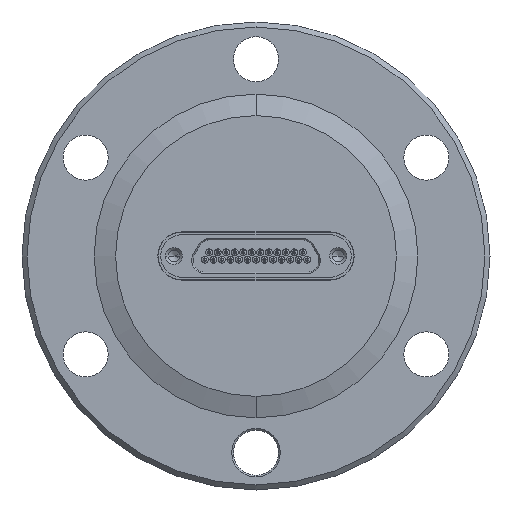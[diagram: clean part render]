
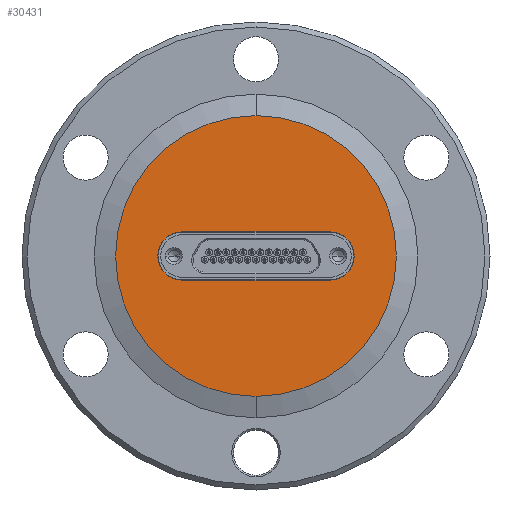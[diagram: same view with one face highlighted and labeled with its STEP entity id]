
A CAD part, front view. The second image highlights one B-rep face of the part: STEP entity #30431.
In plain terms, the highlighted planar face has unit normal (0, -1, 0).
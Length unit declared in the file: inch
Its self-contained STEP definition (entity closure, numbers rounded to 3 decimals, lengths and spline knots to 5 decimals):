
#1743 = EDGE_CURVE ( 'NONE', #23697, #23698, #27343, .T. ) ;
#1755 = EDGE_CURVE ( 'NONE', #23698, #23697, #27360, .T. ) ;
#1777 = EDGE_CURVE ( 'NONE', #23709, #23706, #27386, .T. ) ;
#1778 = EDGE_CURVE ( 'NONE', #23712, #23709, #27380, .T. ) ;
#1779 = EDGE_CURVE ( 'NONE', #23713, #23712, #27387, .T. ) ;
#1780 = EDGE_CURVE ( 'NONE', #23706, #23713, #27388, .T. ) ;
#7583 = CARTESIAN_POINT ( 'NONE',  ( 0., -0.449, 0.825 ) ) ;
#7585 = CARTESIAN_POINT ( 'NONE',  ( 0., -0.449, -0.825 ) ) ;
#7600 = CARTESIAN_POINT ( 'NONE',  ( -0.435, -0.449, -0.1415 ) ) ;
#7605 = CARTESIAN_POINT ( 'NONE',  ( -0.435, -0.449, 0.1415 ) ) ;
#7611 = CARTESIAN_POINT ( 'NONE',  ( 0.435, -0.449, 0.1415 ) ) ;
#7613 = CARTESIAN_POINT ( 'NONE',  ( 0.435, -0.449, -0.1415 ) ) ;
#10225 = FACE_BOUND ( 'NONE', #31705, .T. ) ;
#10231 = FACE_OUTER_BOUND ( 'NONE', #31702, .T. ) ;
#11577 = AXIS2_PLACEMENT_3D ( 'NONE', #12900, #12904, #12905 ) ;
#12900 = CARTESIAN_POINT ( 'NONE',  ( 0.825, -0.449, 0. ) ) ;
#12902 = PLANE ( 'NONE',  #11577 ) ;
#12904 = DIRECTION ( 'NONE',  ( 0., -1., 0. ) ) ;
#12905 = DIRECTION ( 'NONE',  ( 0., 0., -1. ) ) ;
#23697 = VERTEX_POINT ( 'NONE', #7583 ) ;
#23698 = VERTEX_POINT ( 'NONE', #7585 ) ;
#23706 = VERTEX_POINT ( 'NONE', #7600 ) ;
#23709 = VERTEX_POINT ( 'NONE', #7605 ) ;
#23712 = VERTEX_POINT ( 'NONE', #7611 ) ;
#23713 = VERTEX_POINT ( 'NONE', #7613 ) ;
#27343 = CIRCLE ( 'NONE', #35387, 0.825 ) ;
#27360 = CIRCLE ( 'NONE', #35393, 0.825 ) ;
#27380 = LINE ( 'NONE', #28875, #27389 ) ;
#27386 = CIRCLE ( 'NONE', #35413, 0.1415 ) ;
#27387 = CIRCLE ( 'NONE', #35414, 0.1415 ) ;
#27388 = LINE ( 'NONE', #28880, #27392 ) ;
#27389 = VECTOR ( 'NONE', #28871, 39.37008 ) ;
#27392 = VECTOR ( 'NONE', #28879, 39.37008 ) ;
#28783 = CARTESIAN_POINT ( 'NONE',  ( 0., -0.449, 0. ) ) ;
#28784 = DIRECTION ( 'NONE',  ( 0., -1., 0. ) ) ;
#28785 = DIRECTION ( 'NONE',  ( 0., 0., -1. ) ) ;
#28810 = CARTESIAN_POINT ( 'NONE',  ( 0., -0.449, 0. ) ) ;
#28811 = DIRECTION ( 'NONE',  ( 0., -1., 0. ) ) ;
#28812 = DIRECTION ( 'NONE',  ( 0., 0., -1. ) ) ;
#28871 = DIRECTION ( 'NONE',  ( -1., 0., 0. ) ) ;
#28875 = CARTESIAN_POINT ( 'NONE',  ( -0.435, -0.449, 0.1415 ) ) ;
#28876 = CARTESIAN_POINT ( 'NONE',  ( -0.435, -0.449, 0. ) ) ;
#28877 = DIRECTION ( 'NONE',  ( 0., -1., 0. ) ) ;
#28878 = DIRECTION ( 'NONE',  ( 0., 0., -1. ) ) ;
#28879 = DIRECTION ( 'NONE',  ( 1., 0., 0. ) ) ;
#28880 = CARTESIAN_POINT ( 'NONE',  ( -0.435, -0.449, -0.1415 ) ) ;
#28881 = CARTESIAN_POINT ( 'NONE',  ( 0.435, -0.449, 0. ) ) ;
#28882 = DIRECTION ( 'NONE',  ( 0., -1., 0. ) ) ;
#28883 = DIRECTION ( 'NONE',  ( 0., 0., -1. ) ) ;
#30431 = ADVANCED_FACE ( 'NONE', ( #10225, #10231 ), #12902, .T. ) ;
#31393 = ORIENTED_EDGE ( 'NONE', *, *, #1777, .F. ) ;
#31394 = ORIENTED_EDGE ( 'NONE', *, *, #1778, .F. ) ;
#31395 = ORIENTED_EDGE ( 'NONE', *, *, #1779, .F. ) ;
#31396 = ORIENTED_EDGE ( 'NONE', *, *, #1780, .F. ) ;
#31397 = ORIENTED_EDGE ( 'NONE', *, *, #1755, .T. ) ;
#31398 = ORIENTED_EDGE ( 'NONE', *, *, #1743, .T. ) ;
#31702 = EDGE_LOOP ( 'NONE', ( #31397, #31398 ) ) ;
#31705 = EDGE_LOOP ( 'NONE', ( #31393, #31394, #31395, #31396 ) ) ;
#35387 = AXIS2_PLACEMENT_3D ( 'NONE', #28783, #28784, #28785 ) ;
#35393 = AXIS2_PLACEMENT_3D ( 'NONE', #28810, #28811, #28812 ) ;
#35413 = AXIS2_PLACEMENT_3D ( 'NONE', #28876, #28877, #28878 ) ;
#35414 = AXIS2_PLACEMENT_3D ( 'NONE', #28881, #28882, #28883 ) ;
